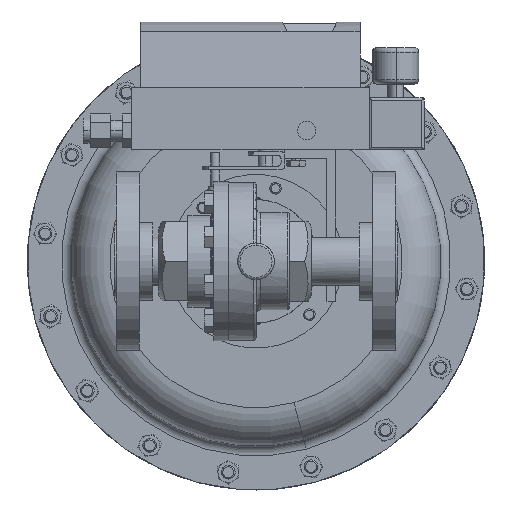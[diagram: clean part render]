
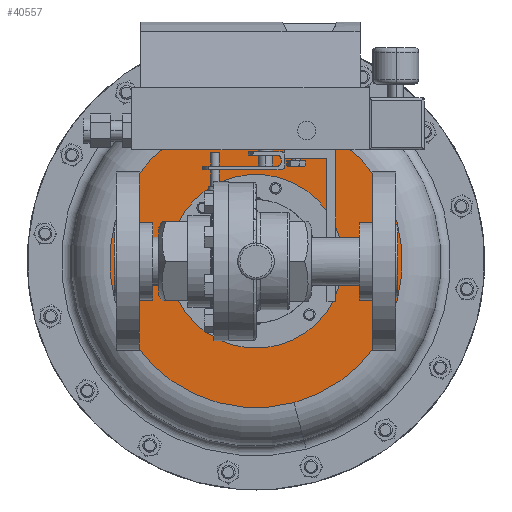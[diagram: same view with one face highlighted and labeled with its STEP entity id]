
A CAD part, front view. The second image highlights one B-rep face of the part: STEP entity #40557.
In plain terms, the highlighted planar face has unit normal (0, -1, 0).
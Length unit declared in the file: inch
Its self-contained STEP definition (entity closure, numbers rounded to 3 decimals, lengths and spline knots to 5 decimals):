
#1062 = ORIENTED_EDGE ( 'NONE', *, *, #40423, .F. ) ;
#1324 = FACE_BOUND ( 'NONE', #15755, .T. ) ;
#1813 = VERTEX_POINT ( 'NONE', #30981 ) ;
#1861 = CARTESIAN_POINT ( 'NONE',  ( 1.52663, 9.93332, 4.03194 ) ) ;
#4349 = CIRCLE ( 'NONE', #21032, 4. ) ;
#4564 = DIRECTION ( 'NONE',  ( 0., 1., 0. ) ) ;
#5805 = CARTESIAN_POINT ( 'NONE',  ( 1.52663, 9.93332, 4.03194 ) ) ;
#6546 = AXIS2_PLACEMENT_3D ( 'NONE', #5805, #29906, #9218 ) ;
#6863 = ORIENTED_EDGE ( 'NONE', *, *, #28341, .F. ) ;
#8253 = CARTESIAN_POINT ( 'NONE',  ( 1.52663, 9.93332, 4.03194 ) ) ;
#9218 = DIRECTION ( 'NONE',  ( 0.259, 0., -0.966 ) ) ;
#11772 = DIRECTION ( 'NONE',  ( -0.707, 0., -0.707 ) ) ;
#12879 = CIRCLE ( 'NONE', #15874, 2.375 ) ;
#13339 = PLANE ( 'NONE',  #29668 ) ;
#14032 = ORIENTED_EDGE ( 'NONE', *, *, #32557, .T. ) ;
#14630 = ORIENTED_EDGE ( 'NONE', *, *, #32054, .T. ) ;
#14794 = VERTEX_POINT ( 'NONE', #21942 ) ;
#15755 = EDGE_LOOP ( 'NONE', ( #14630, #14032 ) ) ;
#15874 = AXIS2_PLACEMENT_3D ( 'NONE', #25258, #4564, #28683 ) ;
#17165 = EDGE_LOOP ( 'NONE', ( #1062, #6863 ) ) ;
#17640 = VERTEX_POINT ( 'NONE', #34626 ) ;
#19528 = FACE_OUTER_BOUND ( 'NONE', #17165, .T. ) ;
#20260 = CARTESIAN_POINT ( 'NONE',  ( 0.49135, 9.93332, 7.89565 ) ) ;
#20418 = DIRECTION ( 'NONE',  ( 0., 1., 0. ) ) ;
#21032 = AXIS2_PLACEMENT_3D ( 'NONE', #1861, #20418, #44193 ) ;
#21942 = CARTESIAN_POINT ( 'NONE',  ( 2.56191, 9.93332, 0.16824 ) ) ;
#25258 = CARTESIAN_POINT ( 'NONE',  ( 1.52663, 9.93332, 4.03194 ) ) ;
#26920 = AXIS2_PLACEMENT_3D ( 'NONE', #8253, #32371, #11772 ) ;
#28341 = EDGE_CURVE ( 'NONE', #35668, #14794, #4349, .T. ) ;
#28683 = DIRECTION ( 'NONE',  ( -0.707, 0., -0.707 ) ) ;
#29668 = AXIS2_PLACEMENT_3D ( 'NONE', #30493, #33731, #37320 ) ;
#29906 = DIRECTION ( 'NONE',  ( 0., 1., 0. ) ) ;
#30493 = CARTESIAN_POINT ( 'NONE',  ( -2.33707, 9.93332, 2.99667 ) ) ;
#30981 = CARTESIAN_POINT ( 'NONE',  ( 3.20601, 9.93332, 5.71132 ) ) ;
#31848 = CIRCLE ( 'NONE', #6546, 4. ) ;
#32054 = EDGE_CURVE ( 'NONE', #1813, #17640, #38151, .T. ) ;
#32371 = DIRECTION ( 'NONE',  ( 0., 1., 0. ) ) ;
#32557 = EDGE_CURVE ( 'NONE', #17640, #1813, #12879, .T. ) ;
#33731 = DIRECTION ( 'NONE',  ( 0., -1., 0. ) ) ;
#34626 = CARTESIAN_POINT ( 'NONE',  ( -0.15275, 9.93332, 2.35256 ) ) ;
#35668 = VERTEX_POINT ( 'NONE', #20260 ) ;
#37320 = DIRECTION ( 'NONE',  ( -0.259, 0., 0.966 ) ) ;
#38151 = CIRCLE ( 'NONE', #26920, 2.375 ) ;
#40423 = EDGE_CURVE ( 'NONE', #14794, #35668, #31848, .T. ) ;
#40557 = ADVANCED_FACE ( 'NONE', ( #19528, #1324 ), #13339, .T. ) ;
#44193 = DIRECTION ( 'NONE',  ( 0.259, 0., -0.966 ) ) ;
